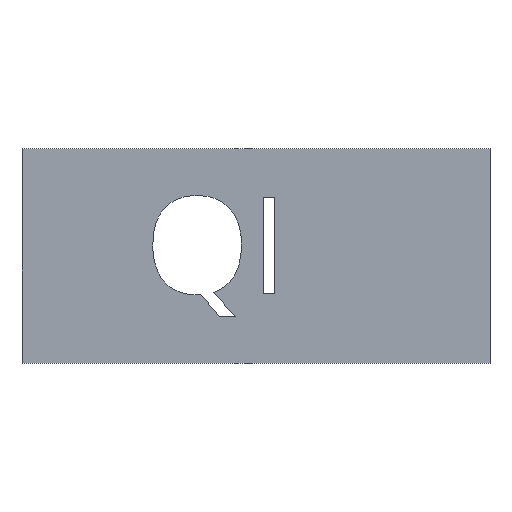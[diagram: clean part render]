
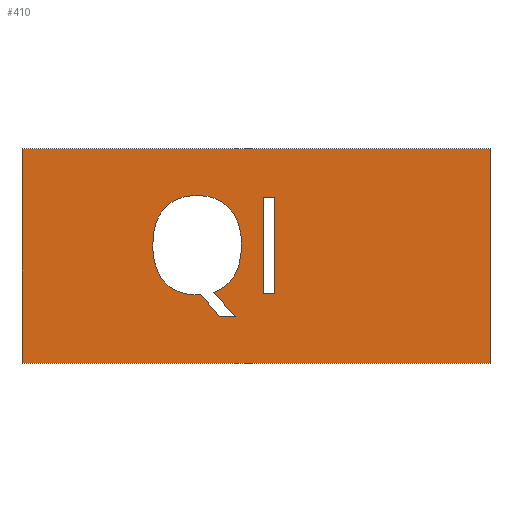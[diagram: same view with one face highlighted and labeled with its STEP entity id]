
A CAD part, top view. The second image highlights one B-rep face of the part: STEP entity #410.
In plain terms, the highlighted planar face has unit normal (0, 0, 1).
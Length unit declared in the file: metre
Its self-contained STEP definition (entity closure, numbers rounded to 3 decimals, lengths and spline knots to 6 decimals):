
#20=B_SPLINE_CURVE_WITH_KNOTS('',2,(#543,#544,#545),.UNSPECIFIED.,.F.,.F.,
(3,3),(0.,1.),.PIECEWISE_BEZIER_KNOTS.);
#21=B_SPLINE_CURVE_WITH_KNOTS('',2,(#548,#549,#550),.UNSPECIFIED.,.F.,.F.,
(3,3),(0.,1.),.PIECEWISE_BEZIER_KNOTS.);
#22=B_SPLINE_CURVE_WITH_KNOTS('',2,(#552,#553,#554),.UNSPECIFIED.,.F.,.F.,
(3,3),(0.,1.),.PIECEWISE_BEZIER_KNOTS.);
#23=B_SPLINE_CURVE_WITH_KNOTS('',2,(#564,#565,#566),.UNSPECIFIED.,.F.,.F.,
(3,3),(0.,1.),.PIECEWISE_BEZIER_KNOTS.);
#24=B_SPLINE_CURVE_WITH_KNOTS('',2,(#568,#569,#570),.UNSPECIFIED.,.F.,.F.,
(3,3),(0.,1.),.PIECEWISE_BEZIER_KNOTS.);
#25=B_SPLINE_CURVE_WITH_KNOTS('',2,(#572,#573,#574),.UNSPECIFIED.,.F.,.F.,
(3,3),(0.,1.),.PIECEWISE_BEZIER_KNOTS.);
#26=B_SPLINE_CURVE_WITH_KNOTS('',2,(#576,#577,#578),.UNSPECIFIED.,.F.,.F.,
(3,3),(0.,1.),.PIECEWISE_BEZIER_KNOTS.);
#27=B_SPLINE_CURVE_WITH_KNOTS('',2,(#580,#581,#582),.UNSPECIFIED.,.F.,.F.,
(3,3),(0.,1.),.PIECEWISE_BEZIER_KNOTS.);
#36=ORIENTED_EDGE('',*,*,#156,.F.);
#37=ORIENTED_EDGE('',*,*,#157,.T.);
#38=ORIENTED_EDGE('',*,*,#158,.T.);
#39=ORIENTED_EDGE('',*,*,#159,.F.);
#40=ORIENTED_EDGE('',*,*,#160,.T.);
#41=ORIENTED_EDGE('',*,*,#161,.T.);
#42=ORIENTED_EDGE('',*,*,#162,.T.);
#43=ORIENTED_EDGE('',*,*,#163,.T.);
#44=ORIENTED_EDGE('',*,*,#164,.T.);
#45=ORIENTED_EDGE('',*,*,#165,.T.);
#46=ORIENTED_EDGE('',*,*,#166,.T.);
#47=ORIENTED_EDGE('',*,*,#167,.T.);
#48=ORIENTED_EDGE('',*,*,#168,.T.);
#49=ORIENTED_EDGE('',*,*,#169,.T.);
#50=ORIENTED_EDGE('',*,*,#170,.T.);
#51=ORIENTED_EDGE('',*,*,#171,.T.);
#52=ORIENTED_EDGE('',*,*,#172,.T.);
#53=ORIENTED_EDGE('',*,*,#173,.T.);
#54=ORIENTED_EDGE('',*,*,#174,.T.);
#55=ORIENTED_EDGE('',*,*,#175,.T.);
#156=EDGE_CURVE('',#216,#217,#256,.T.);
#157=EDGE_CURVE('',#216,#218,#257,.T.);
#158=EDGE_CURVE('',#218,#219,#258,.T.);
#159=EDGE_CURVE('',#217,#219,#259,.T.);
#160=EDGE_CURVE('',#220,#221,#20,.T.);
#161=EDGE_CURVE('',#221,#222,#21,.T.);
#162=EDGE_CURVE('',#222,#223,#22,.T.);
#163=EDGE_CURVE('',#223,#224,#260,.T.);
#164=EDGE_CURVE('',#224,#225,#261,.T.);
#165=EDGE_CURVE('',#225,#226,#262,.T.);
#166=EDGE_CURVE('',#226,#227,#263,.T.);
#167=EDGE_CURVE('',#227,#228,#23,.T.);
#168=EDGE_CURVE('',#228,#229,#24,.T.);
#169=EDGE_CURVE('',#229,#230,#25,.T.);
#170=EDGE_CURVE('',#230,#231,#26,.T.);
#171=EDGE_CURVE('',#231,#220,#27,.T.);
#172=EDGE_CURVE('',#232,#233,#264,.T.);
#173=EDGE_CURVE('',#233,#234,#265,.T.);
#174=EDGE_CURVE('',#234,#235,#266,.T.);
#175=EDGE_CURVE('',#235,#232,#267,.T.);
#216=VERTEX_POINT('',#536);
#217=VERTEX_POINT('',#537);
#218=VERTEX_POINT('',#539);
#219=VERTEX_POINT('',#541);
#220=VERTEX_POINT('',#546);
#221=VERTEX_POINT('',#547);
#222=VERTEX_POINT('',#551);
#223=VERTEX_POINT('',#555);
#224=VERTEX_POINT('',#557);
#225=VERTEX_POINT('',#559);
#226=VERTEX_POINT('',#561);
#227=VERTEX_POINT('',#563);
#228=VERTEX_POINT('',#567);
#229=VERTEX_POINT('',#571);
#230=VERTEX_POINT('',#575);
#231=VERTEX_POINT('',#579);
#232=VERTEX_POINT('',#584);
#233=VERTEX_POINT('',#585);
#234=VERTEX_POINT('',#587);
#235=VERTEX_POINT('',#589);
#256=LINE('',#535,#300);
#257=LINE('',#538,#301);
#258=LINE('',#540,#302);
#259=LINE('',#542,#303);
#260=LINE('',#556,#304);
#261=LINE('',#558,#305);
#262=LINE('',#560,#306);
#263=LINE('',#562,#307);
#264=LINE('',#583,#308);
#265=LINE('',#586,#309);
#266=LINE('',#588,#310);
#267=LINE('',#590,#311);
#300=VECTOR('',#463,1.);
#301=VECTOR('',#464,1.);
#302=VECTOR('',#465,1.);
#303=VECTOR('',#466,1.);
#304=VECTOR('',#467,1.);
#305=VECTOR('',#468,1.);
#306=VECTOR('',#469,1.);
#307=VECTOR('',#470,1.);
#308=VECTOR('',#471,1.);
#309=VECTOR('',#472,1.);
#310=VECTOR('',#473,1.);
#311=VECTOR('',#474,1.);
#344=EDGE_LOOP('',(#36,#37,#38,#39));
#345=EDGE_LOOP('',(#40,#41,#42,#43,#44,#45,#46,#47,#48,#49,#50,#51));
#346=EDGE_LOOP('',(#52,#53,#54,#55));
#370=FACE_BOUND('',#344,.T.);
#371=FACE_BOUND('',#345,.T.);
#372=FACE_BOUND('',#346,.T.);
#396=PLANE('',#445);
#410=ADVANCED_FACE('',(#370,#371,#372),#396,.T.);
#445=AXIS2_PLACEMENT_3D('',#534,#461,#462);
#461=DIRECTION('',(0.,0.,1.));
#462=DIRECTION('',(1.,0.,0.));
#463=DIRECTION('',(1.,0.,0.));
#464=DIRECTION('',(0.,-1.,0.));
#465=DIRECTION('',(1.,0.,0.));
#466=DIRECTION('',(0.,-1.,0.));
#467=DIRECTION('',(0.693,-0.721,0.));
#468=DIRECTION('',(-1.,0.,0.));
#469=DIRECTION('',(-0.653,0.757,0.));
#470=DIRECTION('',(-0.999,-0.041,0.));
#471=DIRECTION('',(-1.,0.,0.));
#472=DIRECTION('',(0.,1.,0.));
#473=DIRECTION('',(1.,0.,0.));
#474=DIRECTION('',(0.,-1.,0.));
#534=CARTESIAN_POINT('',(0.0295,-0.0135,0.0016));
#535=CARTESIAN_POINT('',(0.0295,0.,0.0016));
#536=CARTESIAN_POINT('',(0.,0.,0.0016));
#537=CARTESIAN_POINT('',(0.059,0.,0.0016));
#538=CARTESIAN_POINT('',(0.,-0.0135,0.0016));
#539=CARTESIAN_POINT('',(0.,-0.027,0.0016));
#540=CARTESIAN_POINT('',(0.0295,-0.027,0.0016));
#541=CARTESIAN_POINT('',(0.059,-0.027,0.0016));
#542=CARTESIAN_POINT('',(0.059,-0.0135,0.0016));
#543=CARTESIAN_POINT('',(0.026204,-0.007537,0.0016));
#544=CARTESIAN_POINT('',(0.027676,-0.009201,0.0016));
#545=CARTESIAN_POINT('',(0.027676,-0.012129,0.0016));
#546=CARTESIAN_POINT('',(0.026204,-0.007537,0.0016));
#547=CARTESIAN_POINT('',(0.027676,-0.012129,0.0016));
#548=CARTESIAN_POINT('',(0.027676,-0.012129,0.0016));
#549=CARTESIAN_POINT('',(0.027676,-0.014467,0.0016));
#550=CARTESIAN_POINT('',(0.026736,-0.016016,0.0016));
#551=CARTESIAN_POINT('',(0.026736,-0.016016,0.0016));
#552=CARTESIAN_POINT('',(0.026736,-0.016016,0.0016));
#553=CARTESIAN_POINT('',(0.025796,-0.017564,0.0016));
#554=CARTESIAN_POINT('',(0.024082,-0.018112,0.0016));
#555=CARTESIAN_POINT('',(0.024082,-0.018112,0.0016));
#556=CARTESIAN_POINT('',(0.025529,-0.019619,0.0016));
#557=CARTESIAN_POINT('',(0.026976,-0.021126,0.0016));
#558=CARTESIAN_POINT('',(0.025948,-0.021126,0.0016));
#559=CARTESIAN_POINT('',(0.02492,-0.021126,0.0016));
#560=CARTESIAN_POINT('',(0.023736,-0.019752,0.0016));
#561=CARTESIAN_POINT('',(0.022551,-0.018379,0.0016));
#562=CARTESIAN_POINT('',(0.022322,-0.018388,0.0016));
#563=CARTESIAN_POINT('',(0.022093,-0.018397,0.0016));
#564=CARTESIAN_POINT('',(0.022093,-0.018397,0.0016));
#565=CARTESIAN_POINT('',(0.019406,-0.018397,0.0016));
#566=CARTESIAN_POINT('',(0.017946,-0.016753,0.0016));
#567=CARTESIAN_POINT('',(0.017946,-0.016753,0.0016));
#568=CARTESIAN_POINT('',(0.017946,-0.016753,0.0016));
#569=CARTESIAN_POINT('',(0.016485,-0.015109,0.0016));
#570=CARTESIAN_POINT('',(0.016485,-0.012113,0.0016));
#571=CARTESIAN_POINT('',(0.016485,-0.012113,0.0016));
#572=CARTESIAN_POINT('',(0.016485,-0.012113,0.0016));
#573=CARTESIAN_POINT('',(0.016485,-0.009142,0.0016));
#574=CARTESIAN_POINT('',(0.01795,-0.007507,0.0016));
#575=CARTESIAN_POINT('',(0.01795,-0.007507,0.0016));
#576=CARTESIAN_POINT('',(0.01795,-0.007507,0.0016));
#577=CARTESIAN_POINT('',(0.019414,-0.005872,0.0016));
#578=CARTESIAN_POINT('',(0.022109,-0.005872,0.0016));
#579=CARTESIAN_POINT('',(0.022109,-0.005872,0.0016));
#580=CARTESIAN_POINT('',(0.022109,-0.005872,0.0016));
#581=CARTESIAN_POINT('',(0.024731,-0.005872,0.0016));
#582=CARTESIAN_POINT('',(0.026204,-0.007537,0.0016));
#583=CARTESIAN_POINT('',(0.031094,-0.018229,0.0016));
#584=CARTESIAN_POINT('',(0.031801,-0.018229,0.0016));
#585=CARTESIAN_POINT('',(0.030387,-0.018229,0.0016));
#586=CARTESIAN_POINT('',(0.030387,-0.012147,0.0016));
#587=CARTESIAN_POINT('',(0.030387,-0.006064,0.0016));
#588=CARTESIAN_POINT('',(0.031094,-0.006064,0.0016));
#589=CARTESIAN_POINT('',(0.031801,-0.006064,0.0016));
#590=CARTESIAN_POINT('',(0.031801,-0.012147,0.0016));
